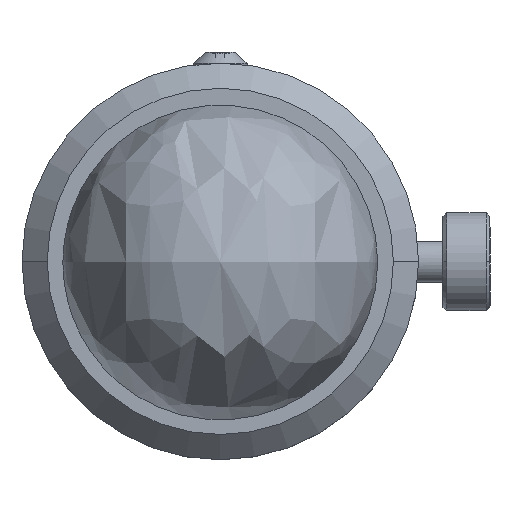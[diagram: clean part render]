
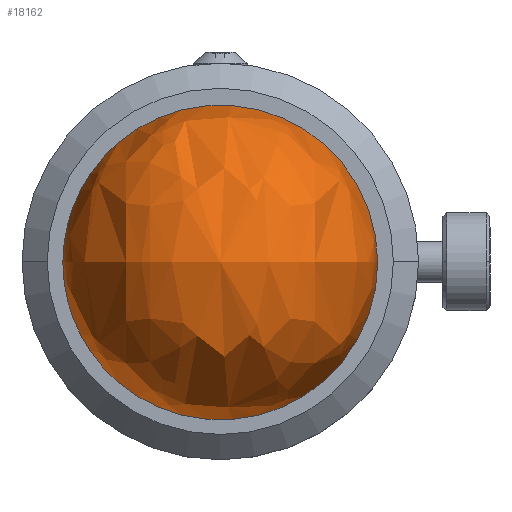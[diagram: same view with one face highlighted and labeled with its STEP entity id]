
A CAD part, top view. The second image highlights one B-rep face of the part: STEP entity #18162.
In plain terms, the highlighted free-form (B-spline) face has degree [3, 3] with [4, 7] control points.
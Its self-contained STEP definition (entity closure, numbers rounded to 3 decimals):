
#201 = EDGE_CURVE ( 'NONE', #9401, #5181, #24262, .T. ) ;
#548 = CARTESIAN_POINT ( 'NONE',  ( 15.875, -31.993, 343.585 ) ) ;
#2904 = CARTESIAN_POINT ( 'NONE',  ( 15.875, -0.243, 343.585 ) ) ;
#3170 = CARTESIAN_POINT ( 'NONE',  ( 15.875, -0.243, 343.585 ) ) ;
#4385 = ORIENTED_EDGE ( 'NONE', *, *, #9328, .T. ) ;
#5181 = VERTEX_POINT ( 'NONE', #15744 ) ;
#7041 = CARTESIAN_POINT ( 'NONE',  ( 15.875, 31.507, 343.585 ) ) ;
#7297 = CARTESIAN_POINT ( 'NONE',  ( 15.875, 31.507, 280.085 ) ) ;
#8185 = EDGE_LOOP ( 'NONE', ( #9237, #4385 ) ) ;
#9209 = CARTESIAN_POINT ( 'NONE',  ( -15.875, 31.507, 407.085 ) ) ;
#9237 = ORIENTED_EDGE ( 'NONE', *, *, #201, .F. ) ;
#9328 = EDGE_CURVE ( 'NONE', #9401, #5181, #18310, .T. ) ;
#9347 = CARTESIAN_POINT ( 'NONE',  ( -15.875, -31.993, 343.585 ) ) ;
#9401 = VERTEX_POINT ( 'NONE', #16471 ) ;
#9473 = CARTESIAN_POINT ( 'NONE',  ( 15.875, -31.993, 407.085 ) ) ;
#11121 = CARTESIAN_POINT ( 'NONE',  ( 15.875, -0.243, 343.585 ) ) ;
#11637 = CARTESIAN_POINT ( 'NONE',  ( 15.875, -0.243, 343.585 ) ) ;
#12246 = CARTESIAN_POINT ( 'NONE',  ( 15.875, 31.507, 343.585 ) ) ;
#13311 = CARTESIAN_POINT ( 'NONE',  ( 15.875, -0.243, 343.585 ) ) ;
#14829 = CARTESIAN_POINT ( 'NONE',  ( -15.875, 31.507, 343.585 ) ) ;
#15377 = CARTESIAN_POINT ( 'NONE',  ( 15.875, 31.507, 343.585 ) ) ;
#15635 = CARTESIAN_POINT ( 'NONE',  ( 15.875, -0.243, 343.585 ) ) ;
#15744 = CARTESIAN_POINT ( 'NONE',  ( -15.875, -0.243, 343.585 ) ) ;
#15776 = CARTESIAN_POINT ( 'NONE',  ( -15.875, -31.993, 407.085 ) ) ;
#15901 = CARTESIAN_POINT ( 'NONE',  ( 15.875, 31.507, 407.085 ) ) ;
#16471 = CARTESIAN_POINT ( 'NONE',  ( 15.875, -0.243, 343.585 ) ) ;
#16719 =( BOUNDED_SURFACE ( )  B_SPLINE_SURFACE ( 3, 3, ( 
 ( #11637, #13311, #19994, #2904, #11121, #15635, #3170 ),
 ( #15377, #15901, #9473, #19598, #25902, #7297, #7041 ),
 ( #17803, #9209, #15776, #9347, #23858, #21528, #22063 ),
 ( #23989, #24128, #24253, #21792, #19745, #17407, #17545 ) ),
 .UNSPECIFIED., .F., .T., .F. ) 
 B_SPLINE_SURFACE_WITH_KNOTS ( ( 4, 4 ),
 ( 4, 3, 4 ),
 ( 0., 1. ),
 ( 0., 0.5, 1. ),
 .UNSPECIFIED. ) 
 GEOMETRIC_REPRESENTATION_ITEM ( )  RATIONAL_B_SPLINE_SURFACE ( (
 ( 1., 0.333, 0.333, 1., 0.333, 0.333, 1.),
 ( 0.333, 0.111, 0.111, 0.333, 0.111, 0.111, 0.333),
 ( 0.333, 0.111, 0.111, 0.333, 0.111, 0.111, 0.333),
 ( 1., 0.333, 0.333, 1., 0.333, 0.333, 1.) ) ) 
 REPRESENTATION_ITEM ( '' )  SURFACE ( )  );
#17212 = CARTESIAN_POINT ( 'NONE',  ( -15.875, -31.993, 343.585 ) ) ;
#17407 = CARTESIAN_POINT ( 'NONE',  ( -15.875, -0.243, 343.585 ) ) ;
#17545 = CARTESIAN_POINT ( 'NONE',  ( -15.875, -0.243, 343.585 ) ) ;
#17803 = CARTESIAN_POINT ( 'NONE',  ( -15.875, 31.507, 343.585 ) ) ;
#18162 = ADVANCED_FACE ( 'NONE', ( #25491 ), #16719, .T. ) ;
#18310 =( BOUNDED_CURVE ( )  B_SPLINE_CURVE ( 3, ( #25093, #12246, #14829, #18929 ),
 .UNSPECIFIED., .F., .F. ) 
 B_SPLINE_CURVE_WITH_KNOTS ( ( 4, 4 ),
 ( 0., 1. ),
 .UNSPECIFIED. ) 
 CURVE ( )  GEOMETRIC_REPRESENTATION_ITEM ( )  RATIONAL_B_SPLINE_CURVE ( ( 1., 0.333, 0.333, 1. ) ) 
 REPRESENTATION_ITEM ( '' )  );
#18929 = CARTESIAN_POINT ( 'NONE',  ( -15.875, -0.243, 343.585 ) ) ;
#19598 = CARTESIAN_POINT ( 'NONE',  ( 15.875, -31.993, 343.585 ) ) ;
#19745 = CARTESIAN_POINT ( 'NONE',  ( -15.875, -0.243, 343.585 ) ) ;
#19994 = CARTESIAN_POINT ( 'NONE',  ( 15.875, -0.243, 343.585 ) ) ;
#21326 = CARTESIAN_POINT ( 'NONE',  ( 15.875, -0.243, 343.585 ) ) ;
#21528 = CARTESIAN_POINT ( 'NONE',  ( -15.875, 31.507, 280.085 ) ) ;
#21792 = CARTESIAN_POINT ( 'NONE',  ( -15.875, -0.243, 343.585 ) ) ;
#22063 = CARTESIAN_POINT ( 'NONE',  ( -15.875, 31.507, 343.585 ) ) ;
#23858 = CARTESIAN_POINT ( 'NONE',  ( -15.875, -31.993, 280.085 ) ) ;
#23989 = CARTESIAN_POINT ( 'NONE',  ( -15.875, -0.243, 343.585 ) ) ;
#24128 = CARTESIAN_POINT ( 'NONE',  ( -15.875, -0.243, 343.585 ) ) ;
#24253 = CARTESIAN_POINT ( 'NONE',  ( -15.875, -0.243, 343.585 ) ) ;
#24262 =( BOUNDED_CURVE ( )  B_SPLINE_CURVE ( 3, ( #21326, #548, #17212, #25573 ),
 .UNSPECIFIED., .F., .F. ) 
 B_SPLINE_CURVE_WITH_KNOTS ( ( 4, 4 ),
 ( 0., 1. ),
 .UNSPECIFIED. ) 
 CURVE ( )  GEOMETRIC_REPRESENTATION_ITEM ( )  RATIONAL_B_SPLINE_CURVE ( ( 1., 0.333, 0.333, 1. ) ) 
 REPRESENTATION_ITEM ( '' )  );
#25093 = CARTESIAN_POINT ( 'NONE',  ( 15.875, -0.243, 343.585 ) ) ;
#25491 = FACE_OUTER_BOUND ( 'NONE', #8185, .T. ) ;
#25573 = CARTESIAN_POINT ( 'NONE',  ( -15.875, -0.243, 343.585 ) ) ;
#25902 = CARTESIAN_POINT ( 'NONE',  ( 15.875, -31.993, 280.085 ) ) ;
